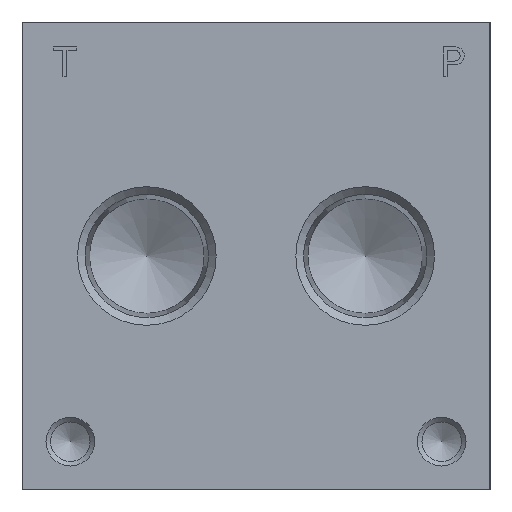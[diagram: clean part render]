
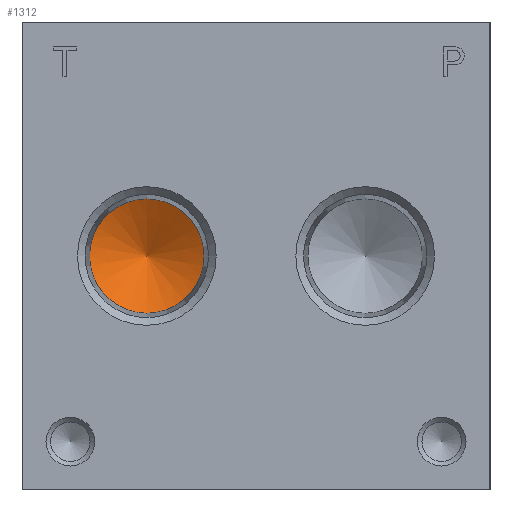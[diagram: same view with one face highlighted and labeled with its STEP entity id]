
A CAD part, left-side view. The second image highlights one B-rep face of the part: STEP entity #1312.
In plain terms, the highlighted conical face has half-angle 61.526 degrees and reference radius 9.32 mm.
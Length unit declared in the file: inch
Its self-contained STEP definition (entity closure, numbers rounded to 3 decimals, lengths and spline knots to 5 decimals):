
#1312 = ADVANCED_FACE( '', ( #3130, #3131 ), #3132, .F. );
#3130 = FACE_BOUND( '', #5317, .T. );
#3131 = FACE_OUTER_BOUND( '', #5318, .T. );
#3132 = CONICAL_SURFACE( '', #5319, 0.36691, 1.074 );
#5317 = VERTEX_LOOP( '', #9075 );
#5318 = EDGE_LOOP( '', ( #9076 ) );
#5319 = AXIS2_PLACEMENT_3D( '', #9077, #9078, #9079 );
#9075 = VERTEX_POINT( '', #12664 );
#9076 = ORIENTED_EDGE( '', *, *, #12665, .F. );
#9077 = CARTESIAN_POINT( '', ( 0.962, 2.2, 1.5 ) );
#9078 = DIRECTION( '', ( -1., 0., 0. ) );
#9079 = DIRECTION( '', ( 0., 0., 1. ) );
#12664 = CARTESIAN_POINT( '', ( 1.161, 2.2, 1.5 ) );
#12665 = EDGE_CURVE( '', #15360, #15360, #15361, .T. );
#15360 = VERTEX_POINT( '', #18831 );
#15361 = CIRCLE( '', #18832, 0.36691 );
#18831 = CARTESIAN_POINT( '', ( 0.962, 2.2, 1.13309 ) );
#18832 = AXIS2_PLACEMENT_3D( '', #21259, #21260, #21261 );
#21259 = CARTESIAN_POINT( '', ( 0.962, 2.2, 1.5 ) );
#21260 = DIRECTION( '', ( 1., 0., 0. ) );
#21261 = DIRECTION( '', ( 0., 0., -1. ) );
